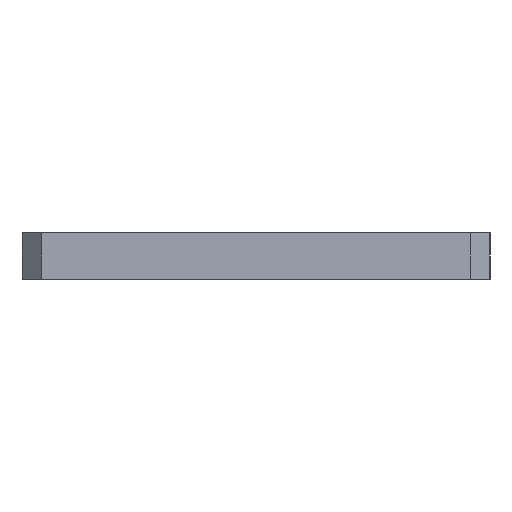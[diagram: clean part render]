
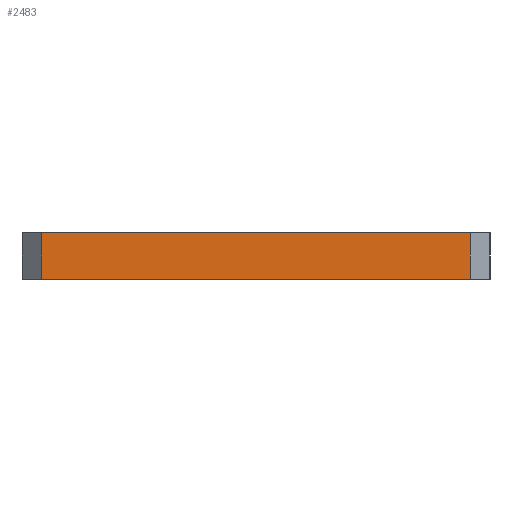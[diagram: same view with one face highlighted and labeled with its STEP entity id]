
A CAD part, left-side view. The second image highlights one B-rep face of the part: STEP entity #2483.
In plain terms, the highlighted planar face has unit normal (-1, 0, 0).
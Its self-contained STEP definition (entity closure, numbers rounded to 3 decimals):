
#51=PLANE('',#2664);
#176=FACE_OUTER_BOUND('',#317,.T.);
#317=EDGE_LOOP('',(#1946,#1947,#1948,#1949));
#709=LINE('',#6710,#843);
#712=LINE('',#6716,#846);
#713=LINE('',#6718,#847);
#714=LINE('',#6719,#848);
#843=VECTOR('',#3089,10.);
#846=VECTOR('',#3094,10.);
#847=VECTOR('',#3095,10.);
#848=VECTOR('',#3096,10.);
#1101=VERTEX_POINT('',#6707);
#1102=VERTEX_POINT('',#6709);
#1104=VERTEX_POINT('',#6715);
#1105=VERTEX_POINT('',#6717);
#1453=EDGE_CURVE('',#1101,#1102,#709,.T.);
#1456=EDGE_CURVE('',#1104,#1101,#712,.T.);
#1457=EDGE_CURVE('',#1105,#1104,#713,.T.);
#1458=EDGE_CURVE('',#1102,#1105,#714,.T.);
#1946=ORIENTED_EDGE('',*,*,#1453,.F.);
#1947=ORIENTED_EDGE('',*,*,#1456,.F.);
#1948=ORIENTED_EDGE('',*,*,#1457,.F.);
#1949=ORIENTED_EDGE('',*,*,#1458,.F.);
#2483=ADVANCED_FACE('',(#176),#51,.T.);
#2664=AXIS2_PLACEMENT_3D('',#6714,#3092,#3093);
#3089=DIRECTION('',(0.,0.,-1.));
#3092=DIRECTION('center_axis',(-1.,0.,0.));
#3093=DIRECTION('ref_axis',(0.,-1.,0.));
#3094=DIRECTION('',(0.,-1.,0.));
#3095=DIRECTION('',(0.,0.,1.));
#3096=DIRECTION('',(0.,1.,0.));
#6707=CARTESIAN_POINT('',(-75.,-50.7,64.));
#6709=CARTESIAN_POINT('',(-75.,-50.7,52.));
#6710=CARTESIAN_POINT('',(-75.,-50.7,52.));
#6714=CARTESIAN_POINT('Origin',(-75.,64.3,52.));
#6715=CARTESIAN_POINT('',(-75.,59.3,64.));
#6716=CARTESIAN_POINT('',(-75.,-55.7,64.));
#6717=CARTESIAN_POINT('',(-75.,59.3,52.));
#6718=CARTESIAN_POINT('',(-75.,59.3,52.));
#6719=CARTESIAN_POINT('',(-75.,-55.7,52.));
